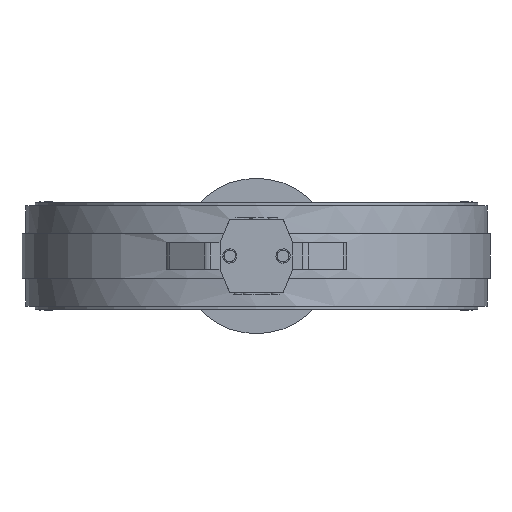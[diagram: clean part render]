
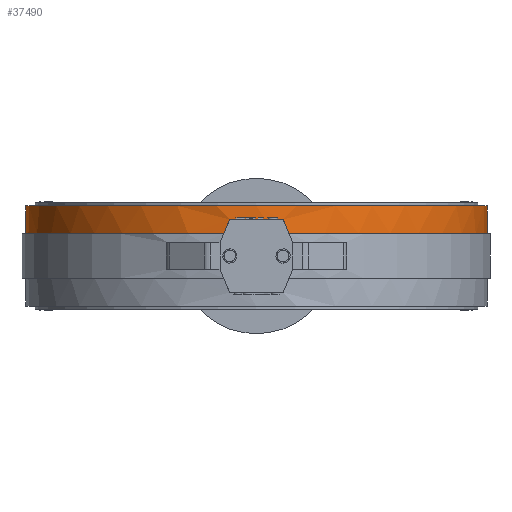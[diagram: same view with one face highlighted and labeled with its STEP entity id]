
A CAD part, front view. The second image highlights one B-rep face of the part: STEP entity #37490.
In plain terms, the highlighted cylindrical face has radius 260 mm (diameter 520 mm), a partial arc.
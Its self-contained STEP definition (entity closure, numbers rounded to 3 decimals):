
#830 = LINE ( 'NONE', #16207, #21220 ) ;
#1853 = EDGE_CURVE ( 'NONE', #46626, #29840, #13714, .T. ) ;
#2405 = ORIENTED_EDGE ( 'NONE', *, *, #1853, .T. ) ;
#2462 = AXIS2_PLACEMENT_3D ( 'NONE', #30980, #12046, #44776 ) ;
#2884 =( BOUNDED_CURVE ( )  B_SPLINE_CURVE ( 3, ( #28085, #35579, #23737, #24215 ),
 .UNSPECIFIED., .F., .T. ) 
 B_SPLINE_CURVE_WITH_KNOTS ( ( 4, 4 ),
 ( 4.57, 4.597 ),
 .UNSPECIFIED. ) 
 CURVE ( )  GEOMETRIC_REPRESENTATION_ITEM ( )  RATIONAL_B_SPLINE_CURVE ( ( 1., 1., 1., 1. ) ) 
 REPRESENTATION_ITEM ( '' )  );
#3914 = CARTESIAN_POINT ( 'NONE',  ( 34.517, -257.709, 30.324 ) ) ;
#4247 = EDGE_CURVE ( 'NONE', #36541, #13280, #29300, .T. ) ;
#4877 = CIRCLE ( 'NONE', #25091, 260. ) ;
#6530 = EDGE_CURVE ( 'NONE', #39664, #13280, #830, .T. ) ;
#8317 = CARTESIAN_POINT ( 'NONE',  ( 36.769, -257.387, 25. ) ) ;
#8914 = CARTESIAN_POINT ( 'NONE',  ( -260., 0., 25. ) ) ;
#9086 = CARTESIAN_POINT ( 'NONE',  ( 0., 0., 41. ) ) ;
#9128 = CARTESIAN_POINT ( 'NONE',  ( 30., -258.263, 41. ) ) ;
#9309 = DIRECTION ( 'NONE',  ( 0., 0., 1. ) ) ;
#10125 = CARTESIAN_POINT ( 'NONE',  ( 0., 0., 25. ) ) ;
#10274 = VERTEX_POINT ( 'NONE', #18333 ) ;
#11516 = VECTOR ( 'NONE', #39532, 1000. ) ;
#11805 = ORIENTED_EDGE ( 'NONE', *, *, #6530, .T. ) ;
#12046 = DIRECTION ( 'NONE',  ( 0., 0., 1. ) ) ;
#13280 = VERTEX_POINT ( 'NONE', #28740 ) ;
#13405 = CARTESIAN_POINT ( 'NONE',  ( -260., 0., 56.5 ) ) ;
#13714 = CIRCLE ( 'NONE', #28453, 260. ) ;
#14410 = EDGE_CURVE ( 'NONE', #21372, #46626, #2884, .T. ) ;
#14729 = DIRECTION ( 'NONE',  ( 1., 0., 0. ) ) ;
#14770 = CIRCLE ( 'NONE', #35690, 260. ) ;
#15320 = ORIENTED_EDGE ( 'NONE', *, *, #14410, .T. ) ;
#15923 = DIRECTION ( 'NONE',  ( -1., 0., 0. ) ) ;
#16207 = CARTESIAN_POINT ( 'NONE',  ( 260., 0., 0. ) ) ;
#16883 = EDGE_LOOP ( 'NONE', ( #36032, #35697, #15320, #2405, #41377, #33493, #11805, #37096 ) ) ;
#17366 = VERTEX_POINT ( 'NONE', #8914 ) ;
#17694 = LINE ( 'NONE', #25233, #11516 ) ;
#17931 = EDGE_CURVE ( 'NONE', #29840, #10274, #44711, .T. ) ;
#18333 = CARTESIAN_POINT ( 'NONE',  ( 36.769, -257.387, 25. ) ) ;
#19601 = CYLINDRICAL_SURFACE ( 'NONE', #2462, 260. ) ;
#21220 = VECTOR ( 'NONE', #30991, 1000. ) ;
#21350 = DIRECTION ( 'NONE',  ( 1., 0., 0. ) ) ;
#21372 = VERTEX_POINT ( 'NONE', #40371 ) ;
#22446 = CARTESIAN_POINT ( 'NONE',  ( 30., -258.263, 41. ) ) ;
#23737 = CARTESIAN_POINT ( 'NONE',  ( -32.26, -258.001, 35.658 ) ) ;
#24178 = CARTESIAN_POINT ( 'NONE',  ( 0., 0., 25. ) ) ;
#24215 = CARTESIAN_POINT ( 'NONE',  ( -30., -258.263, 41. ) ) ;
#24413 = DIRECTION ( 'NONE',  ( 1., 0., 0. ) ) ;
#25091 = AXIS2_PLACEMENT_3D ( 'NONE', #24178, #39426, #24413 ) ;
#25233 = CARTESIAN_POINT ( 'NONE',  ( -260., 0., 0. ) ) ;
#27122 = FACE_OUTER_BOUND ( 'NONE', #16883, .T. ) ;
#28085 = CARTESIAN_POINT ( 'NONE',  ( -36.769, -257.387, 25. ) ) ;
#28453 = AXIS2_PLACEMENT_3D ( 'NONE', #9086, #9309, #15923 ) ;
#28740 = CARTESIAN_POINT ( 'NONE',  ( 260., 0., 56.5 ) ) ;
#29300 = CIRCLE ( 'NONE', #46262, 260. ) ;
#29840 = VERTEX_POINT ( 'NONE', #9128 ) ;
#30980 = CARTESIAN_POINT ( 'NONE',  ( 0., 0., 0. ) ) ;
#30991 = DIRECTION ( 'NONE',  ( 0., 0., 1. ) ) ;
#33153 = CARTESIAN_POINT ( 'NONE',  ( -30., -258.263, 41. ) ) ;
#33493 = ORIENTED_EDGE ( 'NONE', *, *, #43750, .T. ) ;
#35579 = CARTESIAN_POINT ( 'NONE',  ( -34.517, -257.709, 30.324 ) ) ;
#35690 = AXIS2_PLACEMENT_3D ( 'NONE', #10125, #39766, #21350 ) ;
#35697 = ORIENTED_EDGE ( 'NONE', *, *, #46870, .T. ) ;
#36032 = ORIENTED_EDGE ( 'NONE', *, *, #39592, .F. ) ;
#36541 = VERTEX_POINT ( 'NONE', #13405 ) ;
#36795 = DIRECTION ( 'NONE',  ( 0., 0., 1. ) ) ;
#37096 = ORIENTED_EDGE ( 'NONE', *, *, #4247, .F. ) ;
#37205 = CARTESIAN_POINT ( 'NONE',  ( 32.26, -258.001, 35.658 ) ) ;
#37490 = ADVANCED_FACE ( 'NONE', ( #27122 ), #19601, .T. ) ;
#37542 = CARTESIAN_POINT ( 'NONE',  ( 260., 0., 25. ) ) ;
#39426 = DIRECTION ( 'NONE',  ( 0., 0., 1. ) ) ;
#39532 = DIRECTION ( 'NONE',  ( 0., 0., 1. ) ) ;
#39592 = EDGE_CURVE ( 'NONE', #17366, #36541, #17694, .T. ) ;
#39664 = VERTEX_POINT ( 'NONE', #37542 ) ;
#39766 = DIRECTION ( 'NONE',  ( 0., 0., 1. ) ) ;
#40371 = CARTESIAN_POINT ( 'NONE',  ( -36.769, -257.387, 25. ) ) ;
#41377 = ORIENTED_EDGE ( 'NONE', *, *, #17931, .T. ) ;
#43750 = EDGE_CURVE ( 'NONE', #10274, #39664, #14770, .T. ) ;
#43828 = CARTESIAN_POINT ( 'NONE',  ( 0., 0., 56.5 ) ) ;
#44711 =( BOUNDED_CURVE ( )  B_SPLINE_CURVE ( 3, ( #22446, #37205, #3914, #8317 ),
 .UNSPECIFIED., .F., .T. ) 
 B_SPLINE_CURVE_WITH_KNOTS ( ( 4, 4 ),
 ( 1.686, 1.713 ),
 .UNSPECIFIED. ) 
 CURVE ( )  GEOMETRIC_REPRESENTATION_ITEM ( )  RATIONAL_B_SPLINE_CURVE ( ( 1., 1., 1., 1. ) ) 
 REPRESENTATION_ITEM ( '' )  );
#44776 = DIRECTION ( 'NONE',  ( 1., 0., 0. ) ) ;
#46262 = AXIS2_PLACEMENT_3D ( 'NONE', #43828, #36795, #14729 ) ;
#46626 = VERTEX_POINT ( 'NONE', #33153 ) ;
#46870 = EDGE_CURVE ( 'NONE', #17366, #21372, #4877, .T. ) ;
